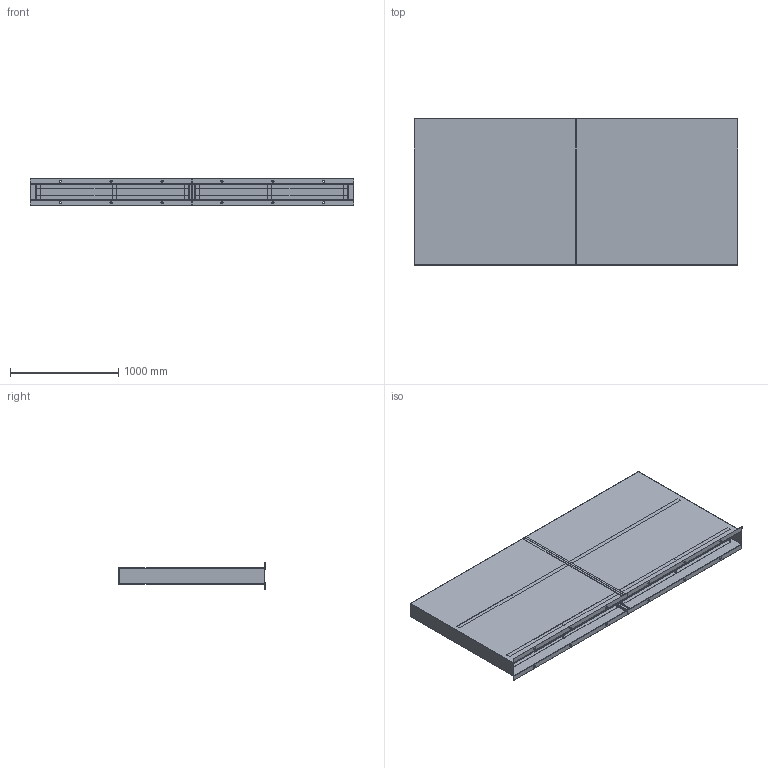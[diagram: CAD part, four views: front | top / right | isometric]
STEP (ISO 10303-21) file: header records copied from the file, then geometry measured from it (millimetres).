
FILE_DESCRIPTION (( 'STEP AP214' ), '1' );
FILE_NAME ('CW2.1.STEP', '2021-09-15T07:15:07', ( '' ), ( '' ), 'SwSTEP 2.0', 'SolidWorks 2021', '' );
FILE_SCHEMA (( 'AUTOMOTIVE_DESIGN' ));
Length unit declared in the file: millimetre
Products named in the file (10): CW2.1; CW2.1-Sidewall 2; CW2.1-Headwall; CW2.1-L2; CW2.1-Top; CW2.1-U1; CW2.1-Sidewall 1; CW2.1-L1; CW2.1-Sidewall 4; CW2.1-Sidewall 3
Assembly tree (30 placements, depth 2):
  CW2.1
    CW2.1-Sidewall 1
    CW2.1-Sidewall 2
    CW2.1-L1  x8
    CW2.1-L2  x12
    CW2.1-Headwall  x2
    CW2.1-Top  x2
    CW2.1-Sidewall 3
    CW2.1-Sidewall 4
    CW2.1-U1  x2
Bounding box: 2982 x 1350 x 246 mm (x, y, z)
Volume: 20693024.1 mm3; surface area: 20835224.6 mm2
Topology: 30 solids, 30 shells, 452 faces, 952 edges, 560 vertices
Faces by surface type: plane 372, cylinder 80
Entity records: 5206 total; most frequent: DIRECTION 858, CARTESIAN_POINT 811, ORIENTED_EDGE 760, EDGE_CURVE 380, LINE 300, VECTOR 300, AXIS2_PLACEMENT_3D 279, VERTEX_POINT 232
